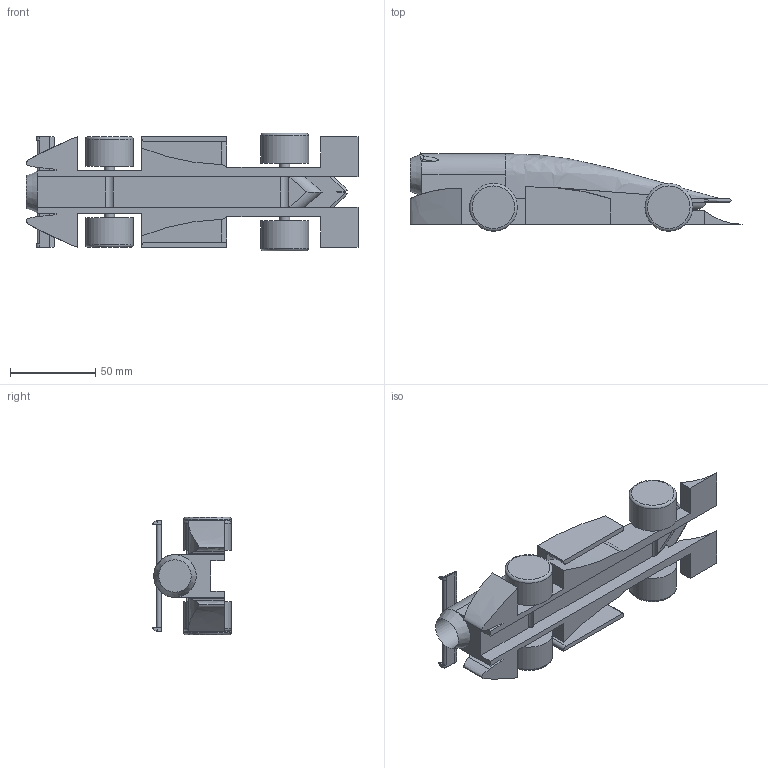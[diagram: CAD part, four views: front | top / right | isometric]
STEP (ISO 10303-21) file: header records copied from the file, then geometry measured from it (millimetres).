
FILE_DESCRIPTION(/* description */ (''),/* implementation_level */ '2;1');
FILE_NAME(/* name */ 'p7 [re].step',/* time_stamp */ '2024-03-13T20:48:56+04:00',/* author */ (''),/* organization */ (''),/* preprocessor_version */ 'ST-DEVELOPER v20',/* originating_system */ 'Autodesk Translation Framework v12.20.1.177',/* authorisation */ '');
FILE_SCHEMA (('AUTOMOTIVE_DESIGN { 1 0 10303 214 3 1 1 }'));
Length unit declared in the file: millimetre
Products named in the file (2): p7; F1 Wheel [28mm]
Assembly tree (4 placements, depth 2):
  p7
    F1 Wheel [28mm]  x4
Bounding box: 195 x 46 x 69 mm (x, y, z)
Volume: 182664.1 mm3; surface area: 53732.5 mm2
Topology: 7 solids, 7 shells, 137 faces, 345 edges, 220 vertices
Faces by surface type: plane 78, cylinder 38, bspline 14, torus 6, cone 1
Full cylindrical faces by diameter (mm): 6 x6, 19 x1, 28 x4
Entity records: 4307 total; most frequent: CARTESIAN_POINT 1346, ORIENTED_EDGE 638, DIRECTION 562, EDGE_CURVE 319, VERTEX_POINT 205, LINE 188, VECTOR 188, AXIS2_PLACEMENT_3D 187
